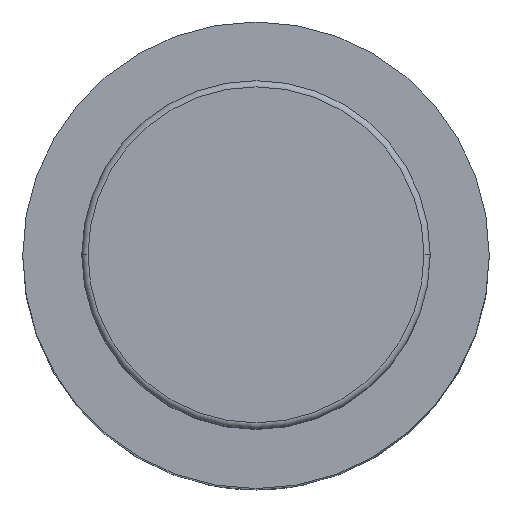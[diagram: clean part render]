
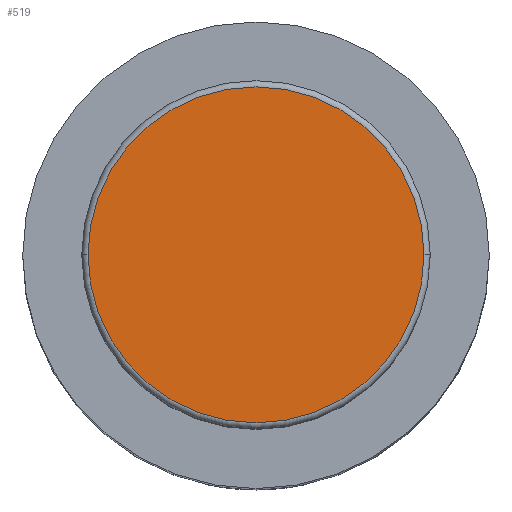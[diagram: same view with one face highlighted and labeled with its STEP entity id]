
A CAD part, top view. The second image highlights one B-rep face of the part: STEP entity #519.
In plain terms, the highlighted planar face has unit normal (0, 0, 1).
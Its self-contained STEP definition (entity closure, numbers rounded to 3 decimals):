
#37 = DIRECTION ( 'NONE',  ( 0., 0., 1. ) ) ;
#229 = ORIENTED_EDGE ( 'NONE', *, *, #819, .T. ) ;
#335 = AXIS2_PLACEMENT_3D ( 'NONE', #470, #37, #2180 ) ;
#411 = EDGE_LOOP ( 'NONE', ( #911, #229 ) ) ;
#470 = CARTESIAN_POINT ( 'NONE',  ( 0., 0., 170. ) ) ;
#519 = ADVANCED_FACE ( 'NONE', ( #933 ), #1352, .T. ) ;
#589 = DIRECTION ( 'NONE',  ( 0., 0., 1. ) ) ;
#695 = CIRCLE ( 'NONE', #2632, 27. ) ;
#819 = EDGE_CURVE ( 'NONE', #1799, #1002, #695, .T. ) ;
#911 = ORIENTED_EDGE ( 'NONE', *, *, #2603, .T. ) ;
#933 = FACE_OUTER_BOUND ( 'NONE', #411, .T. ) ;
#1002 = VERTEX_POINT ( 'NONE', #1849 ) ;
#1352 = PLANE ( 'NONE',  #335 ) ;
#1762 = AXIS2_PLACEMENT_3D ( 'NONE', #1914, #589, #2096 ) ;
#1785 = CIRCLE ( 'NONE', #1762, 27. ) ;
#1799 = VERTEX_POINT ( 'NONE', #2715 ) ;
#1849 = CARTESIAN_POINT ( 'NONE',  ( 27., 0., 170. ) ) ;
#1914 = CARTESIAN_POINT ( 'NONE',  ( 0., 0., 170. ) ) ;
#2096 = DIRECTION ( 'NONE',  ( 1., 0., 0. ) ) ;
#2180 = DIRECTION ( 'NONE',  ( 1., 0., 0. ) ) ;
#2317 = DIRECTION ( 'NONE',  ( 1., 0., 0. ) ) ;
#2413 = DIRECTION ( 'NONE',  ( 0., 0., 1. ) ) ;
#2603 = EDGE_CURVE ( 'NONE', #1002, #1799, #1785, .T. ) ;
#2632 = AXIS2_PLACEMENT_3D ( 'NONE', #2687, #2413, #2317 ) ;
#2687 = CARTESIAN_POINT ( 'NONE',  ( 0., 0., 170. ) ) ;
#2715 = CARTESIAN_POINT ( 'NONE',  ( -27., 0., 170. ) ) ;
